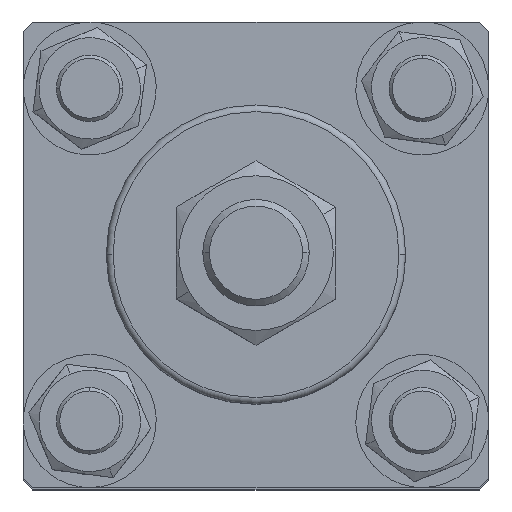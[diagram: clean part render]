
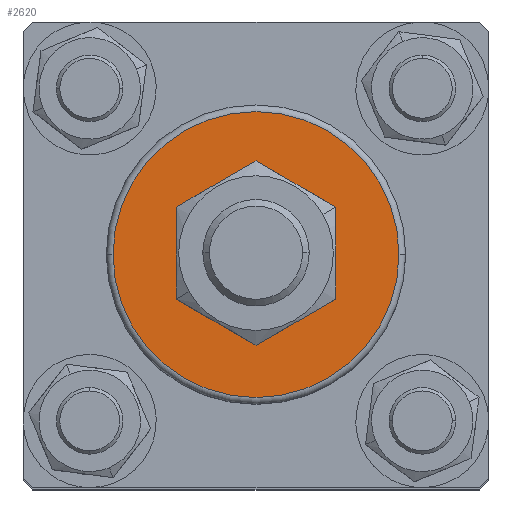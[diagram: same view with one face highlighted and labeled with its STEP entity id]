
A CAD part, top view. The second image highlights one B-rep face of the part: STEP entity #2620.
In plain terms, the highlighted face is planar.
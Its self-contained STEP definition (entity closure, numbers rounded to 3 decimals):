
#514 = EDGE_CURVE ( 'NONE', #6522, #6061, #4715, .T. ) ;
#515 = EDGE_CURVE ( 'NONE', #6484, #6523, #4719, .T. ) ;
#616 = EDGE_CURVE ( 'NONE', #6523, #6484, #4586, .T. ) ;
#1554 = CARTESIAN_POINT ( 'NONE',  ( 0., 0., -35. ) ) ;
#1562 = PLANE ( 'NONE',  #4177 ) ;
#1564 = DIRECTION ( 'NONE',  ( 0., 0., -1. ) ) ;
#1565 = DIRECTION ( 'NONE',  ( -1., 0., 0. ) ) ;
#2170 = CARTESIAN_POINT ( 'NONE',  ( 0., 0., -35. ) ) ;
#2171 = DIRECTION ( 'NONE',  ( 0., 0., 1. ) ) ;
#2172 = DIRECTION ( 'NONE',  ( -1., 0., 0. ) ) ;
#2308 = FACE_BOUND ( 'NONE', #6521, .T. ) ;
#2325 = FACE_OUTER_BOUND ( 'NONE', #6568, .T. ) ;
#2620 = ADVANCED_FACE ( 'NONE', ( #2308, #2325 ), #1562, .T. ) ;
#2755 = CARTESIAN_POINT ( 'NONE',  ( -11., 0., -35. ) ) ;
#2863 = CARTESIAN_POINT ( 'NONE',  ( 21.5, 0., -35. ) ) ;
#2879 = CARTESIAN_POINT ( 'NONE',  ( 11., 0., -35. ) ) ;
#2880 = CARTESIAN_POINT ( 'NONE',  ( -21.5, 0., -35. ) ) ;
#3774 = CARTESIAN_POINT ( 'NONE',  ( 0., 0., -35. ) ) ;
#3775 = DIRECTION ( 'NONE',  ( 0., 0., -1. ) ) ;
#3776 = DIRECTION ( 'NONE',  ( -1., 0., 0. ) ) ;
#3971 = CIRCLE ( 'NONE', #4107, 11. ) ;
#4107 = AXIS2_PLACEMENT_3D ( 'NONE', #2170, #2171, #2172 ) ;
#4177 = AXIS2_PLACEMENT_3D ( 'NONE', #1554, #1564, #1565 ) ;
#4413 = AXIS2_PLACEMENT_3D ( 'NONE', #3774, #3775, #3776 ) ;
#4473 = AXIS2_PLACEMENT_3D ( 'NONE', #4542, #4515, #4519 ) ;
#4474 = AXIS2_PLACEMENT_3D ( 'NONE', #4537, #4509, #4536 ) ;
#4509 = DIRECTION ( 'NONE',  ( 0., 0., 1. ) ) ;
#4515 = DIRECTION ( 'NONE',  ( 0., 0., -1. ) ) ;
#4519 = DIRECTION ( 'NONE',  ( -1., 0., 0. ) ) ;
#4536 = DIRECTION ( 'NONE',  ( -1., 0., 0. ) ) ;
#4537 = CARTESIAN_POINT ( 'NONE',  ( 0., 0., -35. ) ) ;
#4542 = CARTESIAN_POINT ( 'NONE',  ( 0., 0., -35. ) ) ;
#4586 = CIRCLE ( 'NONE', #4413, 21.5 ) ;
#4715 = CIRCLE ( 'NONE', #4474, 11. ) ;
#4719 = CIRCLE ( 'NONE', #4473, 21.5 ) ;
#5606 = EDGE_CURVE ( 'NONE', #6061, #6522, #3971, .T. ) ;
#6061 = VERTEX_POINT ( 'NONE', #2755 ) ;
#6225 = ORIENTED_EDGE ( 'NONE', *, *, #5606, .T. ) ;
#6422 = ORIENTED_EDGE ( 'NONE', *, *, #514, .T. ) ;
#6444 = ORIENTED_EDGE ( 'NONE', *, *, #515, .T. ) ;
#6445 = ORIENTED_EDGE ( 'NONE', *, *, #616, .T. ) ;
#6484 = VERTEX_POINT ( 'NONE', #2863 ) ;
#6521 = EDGE_LOOP ( 'NONE', ( #6225, #6422 ) ) ;
#6522 = VERTEX_POINT ( 'NONE', #2879 ) ;
#6523 = VERTEX_POINT ( 'NONE', #2880 ) ;
#6568 = EDGE_LOOP ( 'NONE', ( #6445, #6444 ) ) ;
